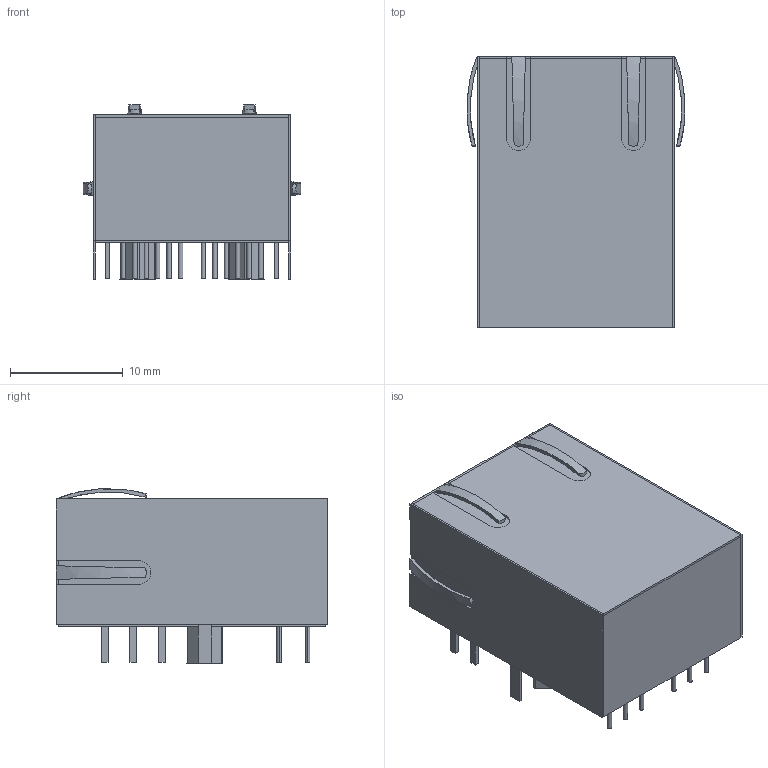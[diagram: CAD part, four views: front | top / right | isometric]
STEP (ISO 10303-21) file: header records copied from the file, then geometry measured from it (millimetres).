
FILE_DESCRIPTION((''),'2;1');
FILE_NAME('BELFUSE_L829-1J1T-43.stp','2011-08-22T09:28:04',(''),(''),'Mechanical Desktop 2011','Mechanical Desktop 2011',', , ');
FILE_SCHEMA(('AUTOMOTIVE_DESIGN { 1 2 10303 214 1 1 1 1 }'));
Length unit declared in the file: millimetre
Products named in the file (1): Product
Bounding box: 19.36 x 24.13 x 15.49 mm (x, y, z)
Volume: 3609.2 mm3; surface area: 4950.2 mm2
Topology: 43 solids, 43 shells, 307 faces, 656 edges, 436 vertices
Faces by surface type: plane 201, bspline 64, cylinder 42
Entity records: 8555 total; most frequent: CARTESIAN_POINT 1942, ORIENTED_EDGE 1312, DIRECTION 1230, EDGE_CURVE 656, VECTOR 554, LINE 554, VERTEX_POINT 436, AXIS2_PLACEMENT_3D 338
